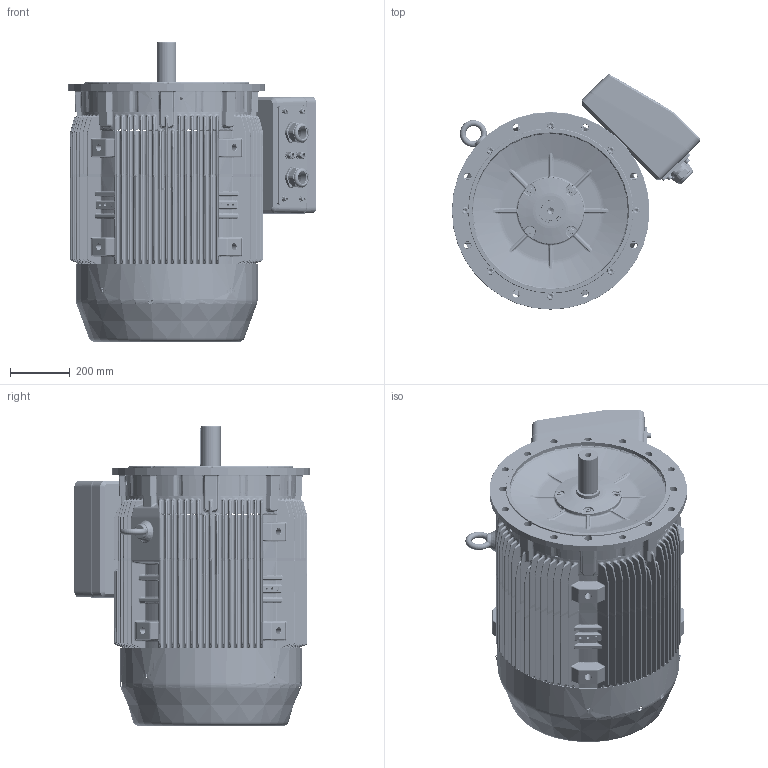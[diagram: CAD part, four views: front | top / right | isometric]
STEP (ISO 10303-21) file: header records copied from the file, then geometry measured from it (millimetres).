
FILE_DESCRIPTION(/* description */ (''),/* implementation_level */ '2;1');
FILE_NAME(/* name */ '6441193xx-AA-DIS GORUNUS QHG 315S-2 B5 KI.stp',/* time_stamp */ '2023-06-12T10:18:06+03:00',/* author */ (''),/* organization */ (''),/* preprocessor_version */ 'ST-DEVELOPER v16',/* originating_system */ 'SIEMENS PLM Software NX 11.0',/* authorisation */ '');
FILE_SCHEMA (('AUTOMOTIVE_DESIGN { 1 0 10303 214 3 1 1 1 }'));
Length unit declared in the file: millimetre
Products named in the file (1): 26009910674F4pg8
Bounding box: 829.19 x 785.69 x 1000 mm (x, y, z)
Surface area: 7205976.4 mm2 (no closed solid volume)
Topology: 0 solids, 130 shells, 6630 faces, 23623 edges, 16249 vertices
Faces by surface type: plane 3439, bspline 1243, cylinder 1195, cone 561, torus 150, sphere 40, extrusion 2
Full cylindrical faces by diameter (mm): 4 x2, 5 x4, 5.3 x1, 8 x8, 8.5 x5, 9 x3, 10 x9, 10.3 x2, 11 x2, 12 x2, 12.1 x2, 15 x2, 16 x8, 18 x2, 20 x11, 21 x2, 22 x4, 23.7 x1, 24 x8, 26 x8, 44 x3, 44.4 x2, 44.5 x2, 47.7 x2, 50 x2, 64.4 x1, 64.8 x2, 65 x1, 80 x3, 95 x1
Entity records: 282918 total; most frequent: CARTESIAN_POINT 93699, ORIENTED_EDGE 38587, DIRECTION 33299, EDGE_CURVE 23199, VERTEX_POINT 16176, VECTOR 14743, LINE 14741, AXIS2_PLACEMENT_3D 9278
